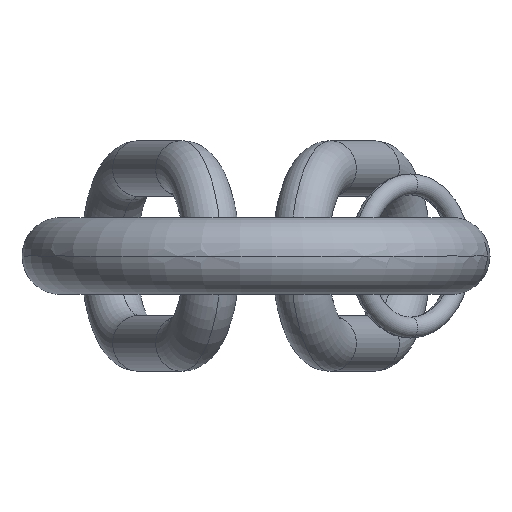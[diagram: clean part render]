
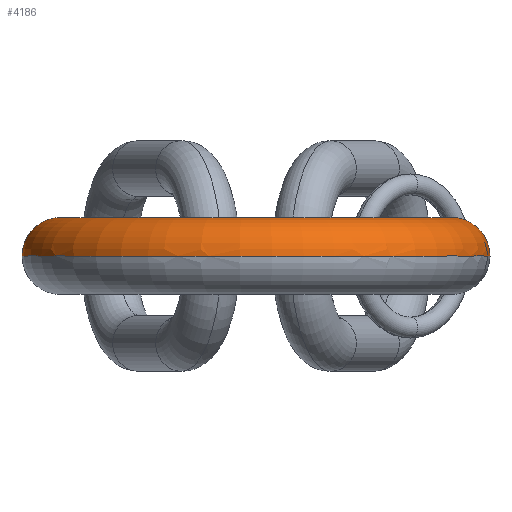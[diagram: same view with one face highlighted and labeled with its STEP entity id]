
A CAD part, left-side view. The second image highlights one B-rep face of the part: STEP entity #4186.
In plain terms, the highlighted toroidal (fillet/blend) face has major radius 56 mm and minor radius 11 mm.
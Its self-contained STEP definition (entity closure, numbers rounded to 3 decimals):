
#91=CARTESIAN_POINT('',(-70.,-56.,0.));
#92=DIRECTION('',(-1.,0.,0.));
#93=DIRECTION('',(0.,-1.,0.));
#94=AXIS2_PLACEMENT_3D('',#91,#92,#93);
#887=CARTESIAN_POINT('',(-70.,45.,0.));
#888=CARTESIAN_POINT('',(-72.48,45.,0.));
#889=CARTESIAN_POINT('',(-77.441,44.589,
0.));
#890=CARTESIAN_POINT('',(-84.678,42.756,
0.));
#891=CARTESIAN_POINT('',(-91.515,39.757,
0.));
#892=CARTESIAN_POINT('',(-97.766,35.674,
0.));
#893=CARTESIAN_POINT('',(-103.259,30.617,
0.));
#894=CARTESIAN_POINT('',(-107.845,24.725,
0.));
#895=CARTESIAN_POINT('',(-111.398,18.159,
0.));
#896=CARTESIAN_POINT('',(-113.822,11.097,
0.));
#897=CARTESIAN_POINT('',(-115.051,3.733,
0.));
#898=CARTESIAN_POINT('',(-115.051,-3.733,
0.));
#899=CARTESIAN_POINT('',(-113.822,-11.097,
0.));
#900=CARTESIAN_POINT('',(-111.398,-18.159,
0.));
#901=CARTESIAN_POINT('',(-107.845,-24.725,
0.));
#902=CARTESIAN_POINT('',(-103.259,-30.617,
0.));
#903=CARTESIAN_POINT('',(-97.766,-35.674,
0.));
#904=CARTESIAN_POINT('',(-91.515,-39.757,
0.));
#905=CARTESIAN_POINT('',(-84.678,-42.756,
0.));
#906=CARTESIAN_POINT('',(-77.441,-44.589,
0.));
#907=CARTESIAN_POINT('',(-72.48,-45.,0.));
#908=CARTESIAN_POINT('',(-70.,-45.,0.));
#910=CARTESIAN_POINT('',(-70.,-67.,0.));
#911=CARTESIAN_POINT('',(-73.341,-67.,0.));
#912=CARTESIAN_POINT('',(-80.023,-66.499,
0.));
#913=CARTESIAN_POINT('',(-89.822,-64.263,
0.));
#914=CARTESIAN_POINT('',(-99.179,-60.59,
0.));
#915=CARTESIAN_POINT('',(-107.883,-55.565,
0.));
#916=CARTESIAN_POINT('',(-115.742,-49.298,0.));
#917=CARTESIAN_POINT('',(-122.578,-41.93,0.));
#918=CARTESIAN_POINT('',(-128.241,-33.625,0.));
#919=CARTESIAN_POINT('',(-132.602,-24.569,0.));
#920=CARTESIAN_POINT('',(-135.564,-14.965,0.));
#921=CARTESIAN_POINT('',(-137.062,-5.026,0.));
#922=CARTESIAN_POINT('',(-137.062,5.026,0.));
#923=CARTESIAN_POINT('',(-135.564,14.965,0.));
#924=CARTESIAN_POINT('',(-132.602,24.569,0.));
#925=CARTESIAN_POINT('',(-128.241,33.625,0.));
#926=CARTESIAN_POINT('',(-122.578,41.93,0.));
#927=CARTESIAN_POINT('',(-115.742,49.298,0.));
#928=CARTESIAN_POINT('',(-107.883,55.565,
0.));
#929=CARTESIAN_POINT('',(-99.179,60.59,
0.));
#930=CARTESIAN_POINT('',(-89.822,64.263,
0.));
#931=CARTESIAN_POINT('',(-80.023,66.499,
0.));
#932=CARTESIAN_POINT('',(-73.341,67.,0.));
#933=CARTESIAN_POINT('',(-70.,67.,0.));
#944=CARTESIAN_POINT('',(-70.,56.,0.));
#945=DIRECTION('',(-1.,0.,0.));
#946=DIRECTION('',(0.,-1.,0.));
#947=AXIS2_PLACEMENT_3D('',#944,#945,#946);
#2979=CARTESIAN_POINT('',(-70.,45.,0.));
#2981=VERTEX_POINT('',#2979);
#2982=CARTESIAN_POINT('',(-70.,67.,0.));
#2984=VERTEX_POINT('',#2982);
#3200=VERTEX_POINT('',#908);
#3201=VERTEX_POINT('',#910);
#4172=CARTESIAN_POINT('',(-70.,0.,0.));
#4173=DIRECTION('',(0.,0.,1.));
#4174=DIRECTION('',(0.,-1.,0.));
#4175=AXIS2_PLACEMENT_3D('',#4172,#4173,#4174);
#4176=TOROIDAL_SURFACE('',#4175,56.,11.);
#4178=ORIENTED_EDGE('',*,*,#4177,.F.);
#4180=ORIENTED_EDGE('',*,*,#4179,.T.);
#4181=ORIENTED_EDGE('',*,*,#3822,.F.);
#4183=ORIENTED_EDGE('',*,*,#4182,.T.);
#4184=EDGE_LOOP('',(#4178,#4180,#4181,#4183));
#4185=FACE_OUTER_BOUND('',#4184,.F.);
#4186=ADVANCED_FACE('',(#4185),#4176,.T.);
#95=CIRCLE('',#94,11.);
#909=B_SPLINE_CURVE_WITH_KNOTS('',3,(#887,#888,#889,#890,#891,#892,#893,#894,
#895,#896,#897,#898,#899,#900,#901,#902,#903,#904,#905,#906,#907,#908),
.UNSPECIFIED.,.F.,.F.,(4,1,1,1,1,1,1,1,1,1,1,1,1,1,1,1,1,1,1,4),(0.,
0.053,0.105,0.158,0.211,
0.263,0.316,0.368,0.421,
0.474,0.526,0.579,0.632,
0.684,0.737,0.789,0.842,
0.895,0.947,1.),.UNSPECIFIED.);
#934=B_SPLINE_CURVE_WITH_KNOTS('',3,(#910,#911,#912,#913,#914,#915,#916,#917,
#918,#919,#920,#921,#922,#923,#924,#925,#926,#927,#928,#929,#930,#931,#932,
#933),.UNSPECIFIED.,.F.,.F.,(4,1,1,1,1,1,1,1,1,1,1,1,1,1,1,1,1,1,1,1,1,4),(0.,
0.048,0.095,0.143,0.19,
0.238,0.286,0.333,0.381,
0.429,0.476,0.524,0.571,
0.619,0.667,0.714,0.762,
0.81,0.857,0.905,0.952,1.),
.UNSPECIFIED.);
#948=CIRCLE('',#947,11.);
#3822=EDGE_CURVE('',#3201,#3200,#95,.T.);
#4177=EDGE_CURVE('',#2981,#2984,#948,.T.);
#4179=EDGE_CURVE('',#2981,#3200,#909,.T.);
#4182=EDGE_CURVE('',#3201,#2984,#934,.T.);
